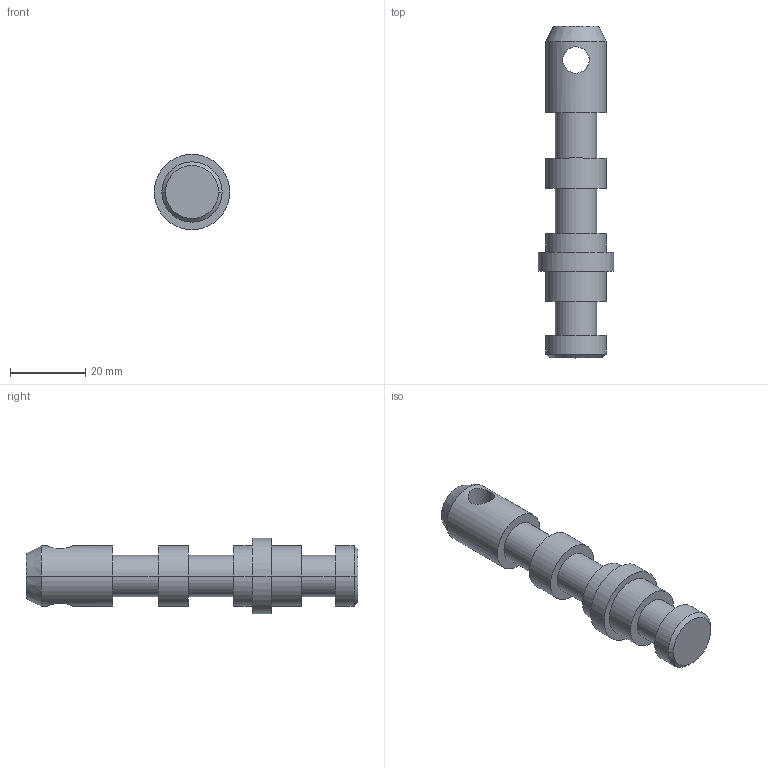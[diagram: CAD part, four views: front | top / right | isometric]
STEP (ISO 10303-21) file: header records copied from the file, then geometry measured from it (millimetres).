
FILE_DESCRIPTION (( 'STEP AP203' ), '1' );
FILE_NAME ('G1198.STEP', '2018-09-26T13:34:20', ( '' ), ( '' ), 'SwSTEP 2.0', 'SolidWorks 2016', '' );
FILE_SCHEMA (( 'CONFIG_CONTROL_DESIGN' ));
Length unit declared in the file: millimetre
Products named in the file (1): G1198
Bounding box: 20 x 88 x 20 mm (x, y, z)
Volume: 13950.9 mm3; surface area: 5364.6 mm2
Topology: 1 solids, 1 shells, 34 faces, 68 edges, 44 vertices
Faces by surface type: cylinder 20, plane 10, cone 4
Entity records: 1097 total; most frequent: CARTESIAN_POINT 271, DIRECTION 174, ORIENTED_EDGE 136, AXIS2_PLACEMENT_3D 75, EDGE_CURVE 68, EDGE_LOOP 44, VERTEX_POINT 44, CIRCLE 40
